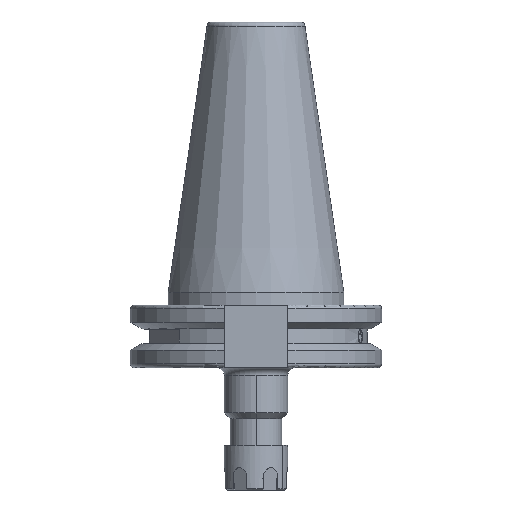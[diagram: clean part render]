
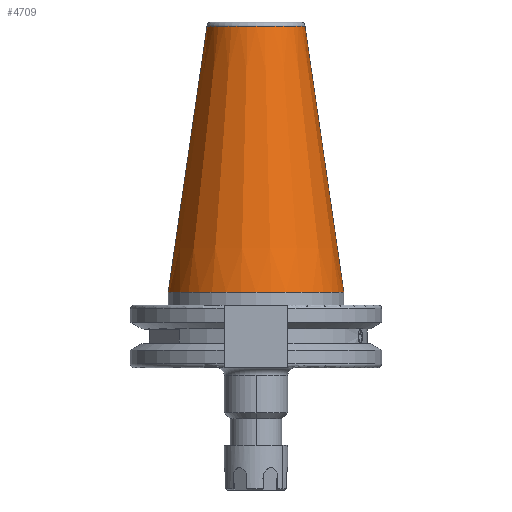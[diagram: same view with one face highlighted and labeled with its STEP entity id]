
A CAD part, left-side view. The second image highlights one B-rep face of the part: STEP entity #4709.
In plain terms, the highlighted conical face has half-angle 8.297 degrees and reference radius 22.225 mm.
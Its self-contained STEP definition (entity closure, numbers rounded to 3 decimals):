
#120 = DIRECTION ( 'NONE',  ( 0., 1., 0. ) ) ;
#121 = DIRECTION ( 'NONE',  ( 0., 0., -1. ) ) ;
#122 = AXIS2_PLACEMENT_3D ( 'NONE', #124, #121, #120 ) ;
#124 = CARTESIAN_POINT ( 'NONE',  ( 0., 0., 19.1 ) ) ;
#125 = CONICAL_SURFACE ( 'NONE', #122, 22.225, 0.145 ) ;
#131 = FACE_OUTER_BOUND ( 'NONE', #4710, .T. ) ;
#170 = DIRECTION ( 'NONE',  ( 0., -1., 0. ) ) ;
#171 = DIRECTION ( 'NONE',  ( 0., 0., 1. ) ) ;
#172 = CARTESIAN_POINT ( 'NONE',  ( 0., 0., 86.473 ) ) ;
#173 = AXIS2_PLACEMENT_3D ( 'NONE', #172, #171, #170 ) ;
#174 = CIRCLE ( 'NONE', #173, 12.4 ) ;
#1311 = CARTESIAN_POINT ( 'NONE',  ( 0., 22.225, 19.1 ) ) ;
#1313 = DIRECTION ( 'NONE',  ( 0., 0.144, -0.99 ) ) ;
#1314 = LINE ( 'NONE', #1311, #1315 ) ;
#1315 = VECTOR ( 'NONE', #1313, 1000. ) ;
#1534 = DIRECTION ( 'NONE',  ( 0., -0.144, -0.99 ) ) ;
#1535 = VECTOR ( 'NONE', #1534, 1000. ) ;
#1536 = CARTESIAN_POINT ( 'NONE',  ( 0., -22.225, 19.1 ) ) ;
#1537 = LINE ( 'NONE', #1536, #1535 ) ;
#1538 = CARTESIAN_POINT ( 'NONE',  ( 0., 12.4, 86.473 ) ) ;
#1929 = CARTESIAN_POINT ( 'NONE',  ( 0., -22.225, 19.1 ) ) ;
#1948 = CARTESIAN_POINT ( 'NONE',  ( 0., -12.4, 86.473 ) ) ;
#1951 = CARTESIAN_POINT ( 'NONE',  ( 0., 22.225, 19.1 ) ) ;
#2909 = DIRECTION ( 'NONE',  ( 0., -1., 0. ) ) ;
#2910 = DIRECTION ( 'NONE',  ( 0., 0., 1. ) ) ;
#2911 = CARTESIAN_POINT ( 'NONE',  ( 0., 0., 19.1 ) ) ;
#2912 = AXIS2_PLACEMENT_3D ( 'NONE', #2911, #2910, #2909 ) ;
#2913 = CIRCLE ( 'NONE', #2912, 22.225 ) ;
#3908 = VERTEX_POINT ( 'NONE', #1538 ) ;
#3910 = EDGE_CURVE ( 'NONE', #4075, #4070, #1537, .T. ) ;
#4062 = EDGE_CURVE ( 'NONE', #3908, #4067, #1314, .T. ) ;
#4067 = VERTEX_POINT ( 'NONE', #1951 ) ;
#4070 = VERTEX_POINT ( 'NONE', #1929 ) ;
#4075 = VERTEX_POINT ( 'NONE', #1948 ) ;
#4535 = EDGE_CURVE ( 'NONE', #4067, #4070, #2913, .T. ) ;
#4709 = ADVANCED_FACE ( 'NONE', ( #131 ), #125, .T. ) ;
#4710 = EDGE_LOOP ( 'NONE', ( #4711, #4712, #4713, #4714 ) ) ;
#4711 = ORIENTED_EDGE ( 'NONE', *, *, #3910, .F. ) ;
#4712 = ORIENTED_EDGE ( 'NONE', *, *, #4780, .F. ) ;
#4713 = ORIENTED_EDGE ( 'NONE', *, *, #4062, .T. ) ;
#4714 = ORIENTED_EDGE ( 'NONE', *, *, #4535, .T. ) ;
#4780 = EDGE_CURVE ( 'NONE', #3908, #4075, #174, .T. ) ;
